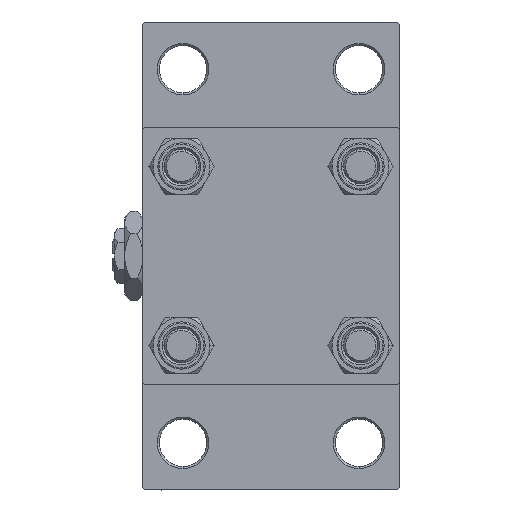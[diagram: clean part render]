
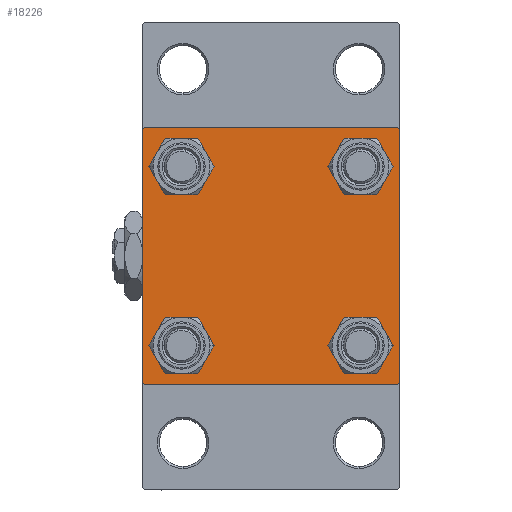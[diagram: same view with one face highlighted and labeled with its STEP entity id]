
A CAD part, left-side view. The second image highlights one B-rep face of the part: STEP entity #18226.
In plain terms, the highlighted planar face has unit normal (-1, 0, 0).
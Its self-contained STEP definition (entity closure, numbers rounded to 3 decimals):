
#730 = CARTESIAN_POINT ( 'NONE',  ( 0., -30., 30. ) ) ;
#1441 = FACE_BOUND ( 'NONE', #7739, .T. ) ;
#1507 = ORIENTED_EDGE ( 'NONE', *, *, #22893, .T. ) ;
#1582 = DIRECTION ( 'NONE',  ( 1., 0., 0. ) ) ;
#1770 = CARTESIAN_POINT ( 'NONE',  ( 0., 29.5, -30. ) ) ;
#1931 = VERTEX_POINT ( 'NONE', #34337 ) ;
#2319 = EDGE_CURVE ( 'NONE', #33658, #26825, #28045, .T. ) ;
#2591 = EDGE_CURVE ( 'NONE', #36099, #18199, #4020, .T. ) ;
#2884 = AXIS2_PLACEMENT_3D ( 'NONE', #9399, #5898, #21107 ) ;
#3349 = VERTEX_POINT ( 'NONE', #37140 ) ;
#3941 = CARTESIAN_POINT ( 'NONE',  ( 0., 30., 30. ) ) ;
#4020 = CIRCLE ( 'NONE', #23142, 4.5 ) ;
#4585 = EDGE_LOOP ( 'NONE', ( #17944, #1507 ) ) ;
#4622 = AXIS2_PLACEMENT_3D ( 'NONE', #42721, #1582, #46443 ) ;
#4955 = DIRECTION ( 'NONE',  ( 0., 0., -1. ) ) ;
#5117 = CARTESIAN_POINT ( 'NONE',  ( 0., 20.85, -20.85 ) ) ;
#5228 = LINE ( 'NONE', #16450, #17828 ) ;
#5684 = EDGE_LOOP ( 'NONE', ( #20106, #12469 ) ) ;
#5898 = DIRECTION ( 'NONE',  ( -1., 0., 0. ) ) ;
#5911 = CARTESIAN_POINT ( 'NONE',  ( 0., -20.85, -20.85 ) ) ;
#6181 = CARTESIAN_POINT ( 'NONE',  ( 0., -20.85, 20.85 ) ) ;
#6725 = VECTOR ( 'NONE', #21767, 1000. ) ;
#6938 = CARTESIAN_POINT ( 'NONE',  ( 0., 29.75, -29.75 ) ) ;
#7138 = CIRCLE ( 'NONE', #13526, 4.5 ) ;
#7739 = EDGE_LOOP ( 'NONE', ( #43736, #30932 ) ) ;
#7860 = EDGE_CURVE ( 'NONE', #26825, #31752, #9795, .T. ) ;
#8647 = AXIS2_PLACEMENT_3D ( 'NONE', #31396, #27656, #22905 ) ;
#9271 = VERTEX_POINT ( 'NONE', #29940 ) ;
#9399 = CARTESIAN_POINT ( 'NONE',  ( 0., 0., 0. ) ) ;
#9537 = EDGE_LOOP ( 'NONE', ( #11511, #24000, #38801, #23071, #12862, #48971, #40469, #41696 ) ) ;
#9577 = EDGE_CURVE ( 'NONE', #15861, #1931, #5228, .T. ) ;
#9638 = FACE_BOUND ( 'NONE', #31038, .T. ) ;
#9795 = LINE ( 'NONE', #21025, #28143 ) ;
#9854 = ORIENTED_EDGE ( 'NONE', *, *, #20781, .T. ) ;
#10241 = CIRCLE ( 'NONE', #8647, 4.5 ) ;
#10985 = CIRCLE ( 'NONE', #26128, 4.5 ) ;
#11004 = CARTESIAN_POINT ( 'NONE',  ( 0., -29.5, 30. ) ) ;
#11154 = CARTESIAN_POINT ( 'NONE',  ( 0., -20.85, 20.85 ) ) ;
#11494 = CARTESIAN_POINT ( 'NONE',  ( 0., -20.85, 16.35 ) ) ;
#11511 = ORIENTED_EDGE ( 'NONE', *, *, #7860, .T. ) ;
#12469 = ORIENTED_EDGE ( 'NONE', *, *, #22961, .T. ) ;
#12862 = ORIENTED_EDGE ( 'NONE', *, *, #13352, .F. ) ;
#13207 = VECTOR ( 'NONE', #18906, 1000. ) ;
#13352 = EDGE_CURVE ( 'NONE', #31653, #1931, #20169, .T. ) ;
#13526 = AXIS2_PLACEMENT_3D ( 'NONE', #18538, #31024, #26278 ) ;
#13625 = FACE_OUTER_BOUND ( 'NONE', #9537, .T. ) ;
#14196 = CARTESIAN_POINT ( 'NONE',  ( 0., 29.5, 30. ) ) ;
#14352 = EDGE_CURVE ( 'NONE', #3349, #48075, #16309, .T. ) ;
#14802 = AXIS2_PLACEMENT_3D ( 'NONE', #6181, #21400, #36615 ) ;
#14868 = VERTEX_POINT ( 'NONE', #40479 ) ;
#14901 = DIRECTION ( 'NONE',  ( 0., 0., 1. ) ) ;
#15260 = CARTESIAN_POINT ( 'NONE',  ( 0., -29.5, -30. ) ) ;
#15861 = VERTEX_POINT ( 'NONE', #15260 ) ;
#16309 = CIRCLE ( 'NONE', #14802, 4.5 ) ;
#16450 = CARTESIAN_POINT ( 'NONE',  ( 0., -29.75, -29.75 ) ) ;
#16642 = FACE_BOUND ( 'NONE', #5684, .T. ) ;
#17175 = EDGE_CURVE ( 'NONE', #31752, #39553, #44582, .T. ) ;
#17674 = DIRECTION ( 'NONE',  ( 0., -0.707, -0.707 ) ) ;
#17782 = LINE ( 'NONE', #29266, #6725 ) ;
#17828 = VECTOR ( 'NONE', #31923, 1000. ) ;
#17944 = ORIENTED_EDGE ( 'NONE', *, *, #14352, .T. ) ;
#18199 = VERTEX_POINT ( 'NONE', #47770 ) ;
#18226 = ADVANCED_FACE ( 'NONE', ( #43801, #1441, #16642, #9638, #13625 ), #24867, .T. ) ;
#18538 = CARTESIAN_POINT ( 'NONE',  ( 0., 20.85, 20.85 ) ) ;
#18601 = CIRCLE ( 'NONE', #25013, 4.5 ) ;
#18906 = DIRECTION ( 'NONE',  ( 0., -1., 0. ) ) ;
#20008 = VERTEX_POINT ( 'NONE', #25185 ) ;
#20106 = ORIENTED_EDGE ( 'NONE', *, *, #30739, .T. ) ;
#20169 = LINE ( 'NONE', #730, #39494 ) ;
#20781 = EDGE_CURVE ( 'NONE', #40962, #20008, #35650, .T. ) ;
#21025 = CARTESIAN_POINT ( 'NONE',  ( 0., 30., 30. ) ) ;
#21107 = DIRECTION ( 'NONE',  ( 0., 0., 1. ) ) ;
#21400 = DIRECTION ( 'NONE',  ( 1., 0., 0. ) ) ;
#21767 = DIRECTION ( 'NONE',  ( 0., -1., 0. ) ) ;
#22433 = CARTESIAN_POINT ( 'NONE',  ( 0., 30., 29.5 ) ) ;
#22893 = EDGE_CURVE ( 'NONE', #48075, #3349, #10985, .T. ) ;
#22905 = DIRECTION ( 'NONE',  ( 0., 0., 1. ) ) ;
#22961 = EDGE_CURVE ( 'NONE', #14868, #9271, #30113, .T. ) ;
#23071 = ORIENTED_EDGE ( 'NONE', *, *, #9577, .T. ) ;
#23094 = LINE ( 'NONE', #38815, #46080 ) ;
#23142 = AXIS2_PLACEMENT_3D ( 'NONE', #5911, #44292, #39838 ) ;
#23807 = DIRECTION ( 'NONE',  ( 0., 0.707, -0.707 ) ) ;
#24000 = ORIENTED_EDGE ( 'NONE', *, *, #17175, .T. ) ;
#24445 = EDGE_CURVE ( 'NONE', #31653, #47296, #23094, .T. ) ;
#24802 = ORIENTED_EDGE ( 'NONE', *, *, #47000, .T. ) ;
#24867 = PLANE ( 'NONE',  #2884 ) ;
#25013 = AXIS2_PLACEMENT_3D ( 'NONE', #5117, #31822, #41697 ) ;
#25025 = DIRECTION ( 'NONE',  ( 0., 0., -1. ) ) ;
#25185 = CARTESIAN_POINT ( 'NONE',  ( 0., 20.85, 16.35 ) ) ;
#25695 = DIRECTION ( 'NONE',  ( 0., 0., 1. ) ) ;
#26128 = AXIS2_PLACEMENT_3D ( 'NONE', #11154, #42086, #14901 ) ;
#26278 = DIRECTION ( 'NONE',  ( 0., 0., 1. ) ) ;
#26825 = VERTEX_POINT ( 'NONE', #22433 ) ;
#26846 = DIRECTION ( 'NONE',  ( 0., 0.707, 0.707 ) ) ;
#27656 = DIRECTION ( 'NONE',  ( 1., 0., 0. ) ) ;
#27803 = CARTESIAN_POINT ( 'NONE',  ( 0., 29.75, 29.75 ) ) ;
#28045 = LINE ( 'NONE', #27803, #41543 ) ;
#28072 = CARTESIAN_POINT ( 'NONE',  ( 0., 20.85, 25.35 ) ) ;
#28143 = VECTOR ( 'NONE', #25025, 1000. ) ;
#28896 = CARTESIAN_POINT ( 'NONE',  ( 0., 30., -29.5 ) ) ;
#29266 = CARTESIAN_POINT ( 'NONE',  ( 0., 30., -30. ) ) ;
#29940 = CARTESIAN_POINT ( 'NONE',  ( 0., 20.85, -16.35 ) ) ;
#30113 = CIRCLE ( 'NONE', #4622, 4.5 ) ;
#30635 = LINE ( 'NONE', #3941, #13207 ) ;
#30739 = EDGE_CURVE ( 'NONE', #9271, #14868, #18601, .T. ) ;
#30932 = ORIENTED_EDGE ( 'NONE', *, *, #44635, .T. ) ;
#31024 = DIRECTION ( 'NONE',  ( 1., 0., 0. ) ) ;
#31038 = EDGE_LOOP ( 'NONE', ( #9854, #24802 ) ) ;
#31396 = CARTESIAN_POINT ( 'NONE',  ( 0., -20.85, -20.85 ) ) ;
#31476 = CARTESIAN_POINT ( 'NONE',  ( 0., 20.85, 20.85 ) ) ;
#31653 = VERTEX_POINT ( 'NONE', #43361 ) ;
#31752 = VERTEX_POINT ( 'NONE', #28896 ) ;
#31822 = DIRECTION ( 'NONE',  ( 1., 0., 0. ) ) ;
#31923 = DIRECTION ( 'NONE',  ( 0., -0.707, 0.707 ) ) ;
#33658 = VERTEX_POINT ( 'NONE', #14196 ) ;
#34337 = CARTESIAN_POINT ( 'NONE',  ( 0., -30., -29.5 ) ) ;
#35650 = CIRCLE ( 'NONE', #39633, 4.5 ) ;
#35881 = EDGE_CURVE ( 'NONE', #39553, #15861, #17782, .T. ) ;
#36099 = VERTEX_POINT ( 'NONE', #36451 ) ;
#36451 = CARTESIAN_POINT ( 'NONE',  ( 0., -20.85, -16.35 ) ) ;
#36615 = DIRECTION ( 'NONE',  ( 0., 0., 1. ) ) ;
#37140 = CARTESIAN_POINT ( 'NONE',  ( 0., -20.85, 25.35 ) ) ;
#38730 = EDGE_CURVE ( 'NONE', #33658, #47296, #30635, .T. ) ;
#38801 = ORIENTED_EDGE ( 'NONE', *, *, #35881, .T. ) ;
#38815 = CARTESIAN_POINT ( 'NONE',  ( 0., -29.75, 29.75 ) ) ;
#39494 = VECTOR ( 'NONE', #4955, 1000. ) ;
#39553 = VERTEX_POINT ( 'NONE', #1770 ) ;
#39633 = AXIS2_PLACEMENT_3D ( 'NONE', #31476, #48605, #25695 ) ;
#39838 = DIRECTION ( 'NONE',  ( 0., 0., 1. ) ) ;
#40469 = ORIENTED_EDGE ( 'NONE', *, *, #38730, .F. ) ;
#40479 = CARTESIAN_POINT ( 'NONE',  ( 0., 20.85, -25.35 ) ) ;
#40962 = VERTEX_POINT ( 'NONE', #28072 ) ;
#41543 = VECTOR ( 'NONE', #23807, 1000. ) ;
#41696 = ORIENTED_EDGE ( 'NONE', *, *, #2319, .T. ) ;
#41697 = DIRECTION ( 'NONE',  ( 0., 0., 1. ) ) ;
#42086 = DIRECTION ( 'NONE',  ( 1., 0., 0. ) ) ;
#42721 = CARTESIAN_POINT ( 'NONE',  ( 0., 20.85, -20.85 ) ) ;
#43361 = CARTESIAN_POINT ( 'NONE',  ( 0., -30., 29.5 ) ) ;
#43736 = ORIENTED_EDGE ( 'NONE', *, *, #2591, .T. ) ;
#43801 = FACE_BOUND ( 'NONE', #4585, .T. ) ;
#44292 = DIRECTION ( 'NONE',  ( 1., 0., 0. ) ) ;
#44582 = LINE ( 'NONE', #6938, #45830 ) ;
#44635 = EDGE_CURVE ( 'NONE', #18199, #36099, #10241, .T. ) ;
#45830 = VECTOR ( 'NONE', #17674, 1000. ) ;
#46080 = VECTOR ( 'NONE', #26846, 1000. ) ;
#46443 = DIRECTION ( 'NONE',  ( 0., 0., 1. ) ) ;
#47000 = EDGE_CURVE ( 'NONE', #20008, #40962, #7138, .T. ) ;
#47296 = VERTEX_POINT ( 'NONE', #11004 ) ;
#47770 = CARTESIAN_POINT ( 'NONE',  ( 0., -20.85, -25.35 ) ) ;
#48075 = VERTEX_POINT ( 'NONE', #11494 ) ;
#48605 = DIRECTION ( 'NONE',  ( 1., 0., 0. ) ) ;
#48971 = ORIENTED_EDGE ( 'NONE', *, *, #24445, .T. ) ;
